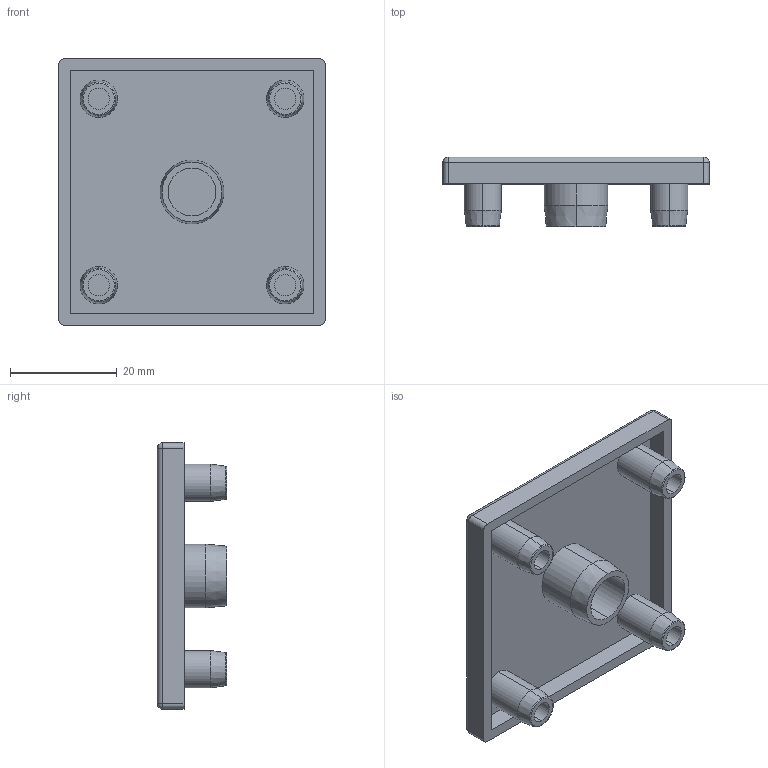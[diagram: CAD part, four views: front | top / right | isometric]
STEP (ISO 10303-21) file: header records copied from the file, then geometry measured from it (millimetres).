
FILE_DESCRIPTION (( 'STEP AP214' ), '1' );
FILE_NAME ('SNSD.30.52.88. Çàãëóøêà òîðöåâàÿ 50õ50(M60).STEP', '2015-07-28T10:05:35', ( 'user' ), ( '' ), 'SwSTEP 2.0', 'SolidWorks 2014', '' );
FILE_SCHEMA (( 'AUTOMOTIVE_DESIGN' ));
Length unit declared in the file: millimetre
Products named in the file (2): SNSD.30.52.88. Çàãëóøêà òîðöåâàÿ 50õ50(M60)
Bounding box: 50 x 13 x 50 mm (x, y, z)
Volume: 6792.2 mm3; surface area: 8823.8 mm2
Topology: 1 solids, 1 shells, 71 faces, 148 edges, 86 vertices
Faces by surface type: cylinder 28, plane 21, cone 10, torus 8, sphere 4
Entity records: 1909 total; most frequent: DIRECTION 372, CARTESIAN_POINT 303, ORIENTED_EDGE 288, AXIS2_PLACEMENT_3D 155, EDGE_CURVE 144, VERTEX_POINT 86, EDGE_LOOP 82, CIRCLE 82
